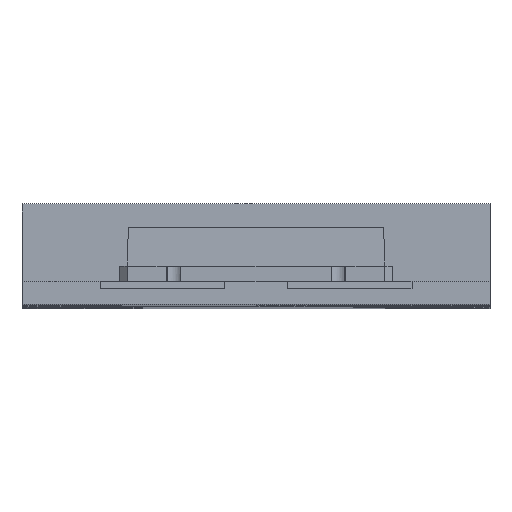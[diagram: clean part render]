
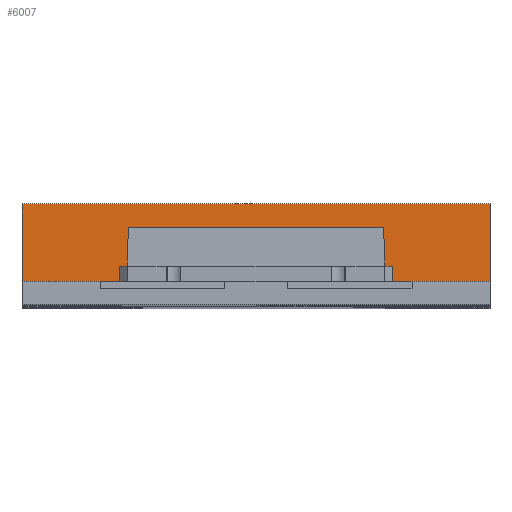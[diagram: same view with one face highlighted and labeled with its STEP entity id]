
A CAD part, top view. The second image highlights one B-rep face of the part: STEP entity #6007.
In plain terms, the highlighted planar face has unit normal (0, 0, 1).
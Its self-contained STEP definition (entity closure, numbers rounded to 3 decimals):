
#5697=DIRECTION('',(-1.,0.,0.));
#5698=VECTOR('',#5697,6.);
#5699=CARTESIAN_POINT('',(3.,0.,10.25));
#5700=LINE('',#5699,#5698);
#5704=DIRECTION('',(0.,1.,0.));
#5705=VECTOR('',#5704,1.);
#5706=CARTESIAN_POINT('',(-3.,0.,10.25));
#5707=LINE('',#5706,#5705);
#5711=DIRECTION('',(1.,0.,0.));
#5712=VECTOR('',#5711,6.);
#5713=CARTESIAN_POINT('',(-3.,1.,10.25));
#5714=LINE('',#5713,#5712);
#5725=DIRECTION('',(0.,1.,0.));
#5726=VECTOR('',#5725,1.);
#5727=CARTESIAN_POINT('',(3.,0.,10.25));
#5728=LINE('',#5727,#5726);
#5764=CARTESIAN_POINT('',(-3.,0.,10.25));
#5765=VERTEX_POINT('',#5764);
#5766=CARTESIAN_POINT('',(3.,0.,10.25));
#5767=VERTEX_POINT('',#5766);
#5788=CARTESIAN_POINT('',(-3.,1.,10.25));
#5789=VERTEX_POINT('',#5788);
#5790=CARTESIAN_POINT('',(3.,1.,10.25));
#5791=VERTEX_POINT('',#5790);
#5993=CARTESIAN_POINT('',(-3.,0.,10.25));
#5994=DIRECTION('',(0.,0.,1.));
#5995=DIRECTION('',(1.,0.,0.));
#5996=AXIS2_PLACEMENT_3D('',#5993,#5994,#5995);
#5997=PLANE('',#5996);
#5999=ORIENTED_EDGE('',*,*,#5998,.T.);
#6000=ORIENTED_EDGE('',*,*,#5981,.T.);
#6002=ORIENTED_EDGE('',*,*,#6001,.T.);
#6004=ORIENTED_EDGE('',*,*,#6003,.F.);
#6005=EDGE_LOOP('',(#5999,#6000,#6002,#6004));
#6006=FACE_OUTER_BOUND('',#6005,.F.);
#5981=EDGE_CURVE('',#5765,#5789,#5707,.T.);
#5998=EDGE_CURVE('',#5767,#5765,#5700,.T.);
#6001=EDGE_CURVE('',#5789,#5791,#5714,.T.);
#6003=EDGE_CURVE('',#5767,#5791,#5728,.T.);
#6007=ADVANCED_FACE('',(#6006),#5997,.T.);
